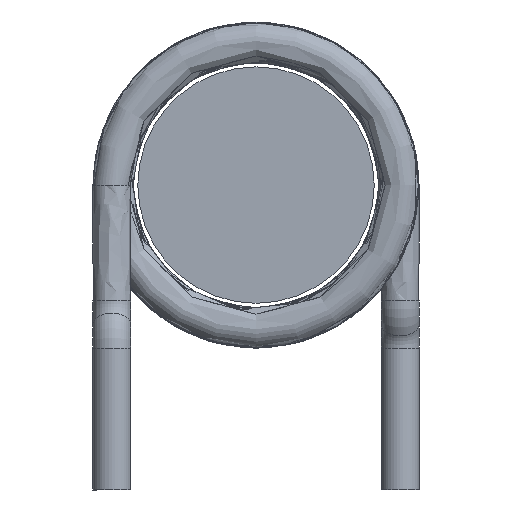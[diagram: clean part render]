
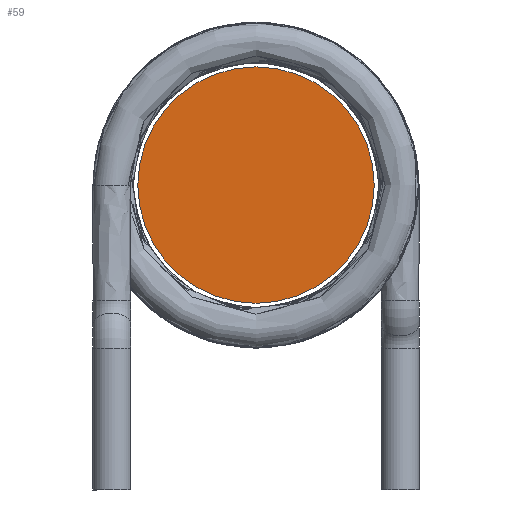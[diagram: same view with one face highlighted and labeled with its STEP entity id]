
A CAD part, front view. The second image highlights one B-rep face of the part: STEP entity #59.
In plain terms, the highlighted planar face has unit normal (0, -1, 0).
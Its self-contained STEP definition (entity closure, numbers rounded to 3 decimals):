
#59 = ADVANCED_FACE( '', ( #119 ), #120, .F. );
#119 = FACE_OUTER_BOUND( '', #218, .T. );
#120 = PLANE( '', #219 );
#218 = EDGE_LOOP( '', ( #2175 ) );
#219 = AXIS2_PLACEMENT_3D( '', #2176, #2177, #2178 );
#2175 = ORIENTED_EDGE( '', *, *, #2217, .F. );
#2176 = CARTESIAN_POINT( '', ( 0., -11.25, 0. ) );
#2177 = DIRECTION( '', ( 0., 1., 0. ) );
#2178 = DIRECTION( '', ( 0., 0., 1. ) );
#2217 = EDGE_CURVE( '', #2245, #2245, #2246, .T. );
#2245 = VERTEX_POINT( '', #2283 );
#2246 = CIRCLE( '', #2284, 2.5 );
#2283 = CARTESIAN_POINT( '', ( 2.5, -11.25, 0. ) );
#2284 = AXIS2_PLACEMENT_3D( '', #2355, #2356, #2357 );
#2355 = CARTESIAN_POINT( '', ( 0., -11.25, 0. ) );
#2356 = DIRECTION( '', ( 0., 1., 0. ) );
#2357 = DIRECTION( '', ( 1., 0., 0. ) );
